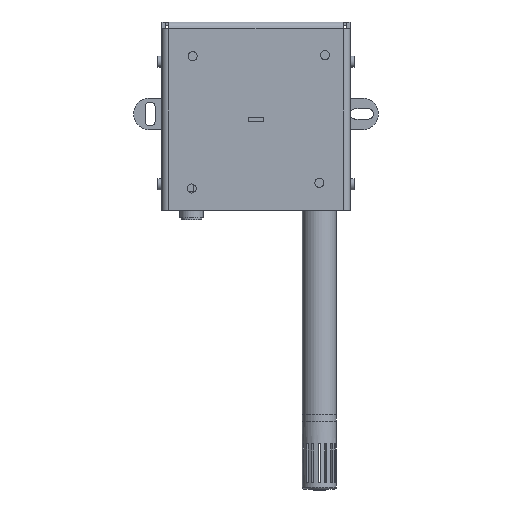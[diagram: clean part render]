
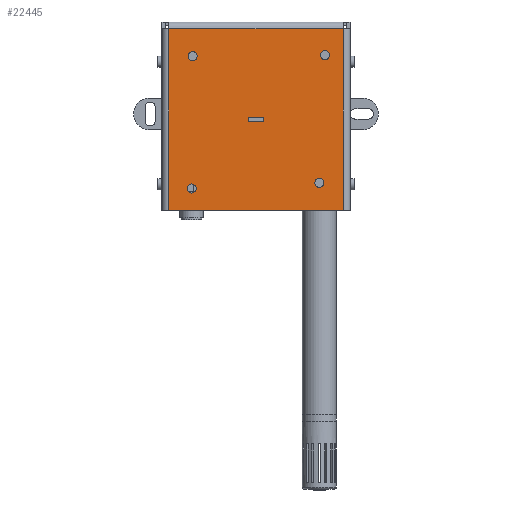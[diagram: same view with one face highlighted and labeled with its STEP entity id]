
A CAD part, top view. The second image highlights one B-rep face of the part: STEP entity #22445.
In plain terms, the highlighted face is planar.
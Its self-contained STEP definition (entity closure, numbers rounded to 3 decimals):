
#1068=FACE_BOUND('',#3753,.T.);
#1069=FACE_BOUND('',#3754,.T.);
#1070=FACE_BOUND('',#3755,.T.);
#1071=FACE_BOUND('',#3756,.T.);
#1072=FACE_BOUND('',#3757,.T.);
#1414=PLANE('',#24404);
#2403=FACE_OUTER_BOUND('',#3752,.T.);
#3752=EDGE_LOOP('',(#18062,#18063,#18064,#18065));
#3753=EDGE_LOOP('',(#18066));
#3754=EDGE_LOOP('',(#18067));
#3755=EDGE_LOOP('',(#18068));
#3756=EDGE_LOOP('',(#18069));
#3757=EDGE_LOOP('',(#18070,#18071,#18072,#18073,#18074,#18075,#18076,#18077));
#4678=CIRCLE('',#24000,0.5);
#4680=CIRCLE('',#24004,0.5);
#4682=CIRCLE('',#24008,0.5);
#4684=CIRCLE('',#24012,0.5);
#4842=CIRCLE('',#24354,2.);
#4844=CIRCLE('',#24357,2.);
#4846=CIRCLE('',#24360,2.);
#4848=CIRCLE('',#24363,2.);
#5753=LINE('',#39855,#8109);
#5759=LINE('',#39870,#8115);
#5763=LINE('',#39882,#8119);
#5766=LINE('',#39891,#8122);
#6181=LINE('',#41056,#8537);
#6194=LINE('',#41087,#8550);
#6202=LINE('',#41110,#8558);
#6207=LINE('',#41126,#8563);
#8109=VECTOR('',#26846,10.);
#8115=VECTOR('',#26860,10.);
#8119=VECTOR('',#26872,10.);
#8122=VECTOR('',#26883,10.);
#8537=VECTOR('',#28010,10.);
#8550=VECTOR('',#28049,10.);
#8558=VECTOR('',#28079,10.);
#8563=VECTOR('',#28104,10.);
#10508=VERTEX_POINT('',#39845);
#10509=VERTEX_POINT('',#39846);
#10512=VERTEX_POINT('',#39854);
#10514=VERTEX_POINT('',#39860);
#10515=VERTEX_POINT('',#39861);
#10518=VERTEX_POINT('',#39872);
#10519=VERTEX_POINT('',#39873);
#10522=VERTEX_POINT('',#39884);
#10897=VERTEX_POINT('',#41001);
#10899=VERTEX_POINT('',#41007);
#10901=VERTEX_POINT('',#41013);
#10903=VERTEX_POINT('',#41019);
#10916=VERTEX_POINT('',#41053);
#10917=VERTEX_POINT('',#41055);
#10922=VERTEX_POINT('',#41085);
#10926=VERTEX_POINT('',#41109);
#12803=EDGE_CURVE('',#10508,#10509,#4678,.T.);
#12807=EDGE_CURVE('',#10512,#10509,#5753,.T.);
#12810=EDGE_CURVE('',#10514,#10515,#4680,.T.);
#12815=EDGE_CURVE('',#10508,#10515,#5759,.T.);
#12816=EDGE_CURVE('',#10518,#10519,#4682,.T.);
#12821=EDGE_CURVE('',#10514,#10519,#5763,.T.);
#12822=EDGE_CURVE('',#10512,#10522,#4684,.T.);
#12826=EDGE_CURVE('',#10518,#10522,#5766,.T.);
#13380=EDGE_CURVE('',#10897,#10897,#4842,.T.);
#13383=EDGE_CURVE('',#10899,#10899,#4844,.T.);
#13386=EDGE_CURVE('',#10901,#10901,#4846,.T.);
#13389=EDGE_CURVE('',#10903,#10903,#4848,.T.);
#13406=EDGE_CURVE('',#10917,#10916,#6181,.T.);
#13423=EDGE_CURVE('',#10916,#10922,#6194,.T.);
#13435=EDGE_CURVE('',#10926,#10917,#6202,.T.);
#13443=EDGE_CURVE('',#10926,#10922,#6207,.T.);
#18062=ORIENTED_EDGE('',*,*,#13406,.T.);
#18063=ORIENTED_EDGE('',*,*,#13423,.T.);
#18064=ORIENTED_EDGE('',*,*,#13443,.F.);
#18065=ORIENTED_EDGE('',*,*,#13435,.T.);
#18066=ORIENTED_EDGE('',*,*,#13380,.T.);
#18067=ORIENTED_EDGE('',*,*,#13383,.T.);
#18068=ORIENTED_EDGE('',*,*,#13386,.T.);
#18069=ORIENTED_EDGE('',*,*,#13389,.T.);
#18070=ORIENTED_EDGE('',*,*,#12821,.T.);
#18071=ORIENTED_EDGE('',*,*,#12816,.F.);
#18072=ORIENTED_EDGE('',*,*,#12826,.T.);
#18073=ORIENTED_EDGE('',*,*,#12822,.F.);
#18074=ORIENTED_EDGE('',*,*,#12807,.T.);
#18075=ORIENTED_EDGE('',*,*,#12803,.F.);
#18076=ORIENTED_EDGE('',*,*,#12815,.T.);
#18077=ORIENTED_EDGE('',*,*,#12810,.F.);
#22445=ADVANCED_FACE('',(#2403,#1068,#1069,#1070,#1071,#1072),#1414,.F.);
#24000=AXIS2_PLACEMENT_3D('',#39847,#26838,#26839);
#24004=AXIS2_PLACEMENT_3D('',#39862,#26851,#26852);
#24008=AXIS2_PLACEMENT_3D('',#39874,#26863,#26864);
#24012=AXIS2_PLACEMENT_3D('',#39885,#26875,#26876);
#24354=AXIS2_PLACEMENT_3D('',#41002,#27959,#27960);
#24357=AXIS2_PLACEMENT_3D('',#41008,#27966,#27967);
#24360=AXIS2_PLACEMENT_3D('',#41014,#27973,#27974);
#24363=AXIS2_PLACEMENT_3D('',#41020,#27980,#27981);
#24404=AXIS2_PLACEMENT_3D('',#41125,#28102,#28103);
#26838=DIRECTION('center_axis',(0.,0.,-1.));
#26839=DIRECTION('ref_axis',(0.707,0.707,0.));
#26846=DIRECTION('',(0.,1.,0.));
#26851=DIRECTION('center_axis',(0.,0.,-1.));
#26852=DIRECTION('ref_axis',(-0.707,0.707,0.));
#26860=DIRECTION('',(-1.,0.,0.));
#26863=DIRECTION('center_axis',(0.,0.,-1.));
#26864=DIRECTION('ref_axis',(-0.707,-0.707,0.));
#26872=DIRECTION('',(0.,-1.,0.));
#26875=DIRECTION('center_axis',(0.,0.,-1.));
#26876=DIRECTION('ref_axis',(0.707,-0.707,0.));
#26883=DIRECTION('',(1.,0.,0.));
#27959=DIRECTION('center_axis',(0.,0.,1.));
#27960=DIRECTION('ref_axis',(1.,0.,0.));
#27966=DIRECTION('center_axis',(0.,0.,1.));
#27967=DIRECTION('ref_axis',(1.,0.,0.));
#27973=DIRECTION('center_axis',(0.,0.,1.));
#27974=DIRECTION('ref_axis',(1.,0.,0.));
#27980=DIRECTION('center_axis',(0.,0.,1.));
#27981=DIRECTION('ref_axis',(1.,0.,0.));
#28010=DIRECTION('',(1.,0.,0.));
#28049=DIRECTION('',(0.,-1.,0.));
#28079=DIRECTION('',(0.,1.,0.));
#28102=DIRECTION('center_axis',(0.,0.,1.));
#28103=DIRECTION('ref_axis',(1.,0.,0.));
#28104=DIRECTION('',(1.,0.,0.));
#39845=CARTESIAN_POINT('',(44.5,41.,0.));
#39846=CARTESIAN_POINT('',(45.,40.5,0.));
#39847=CARTESIAN_POINT('Origin',(44.5,40.5,0.));
#39854=CARTESIAN_POINT('',(45.,39.5,0.));
#39855=CARTESIAN_POINT('',(45.,40.25,0.));
#39860=CARTESIAN_POINT('',(38.,40.5,0.));
#39861=CARTESIAN_POINT('',(38.5,41.,0.));
#39862=CARTESIAN_POINT('Origin',(38.5,40.5,0.));
#39870=CARTESIAN_POINT('',(43.25,41.,0.));
#39872=CARTESIAN_POINT('',(38.5,39.,0.));
#39873=CARTESIAN_POINT('',(38.,39.5,0.));
#39874=CARTESIAN_POINT('Origin',(38.5,39.5,0.));
#39882=CARTESIAN_POINT('',(38.,41.25,0.));
#39884=CARTESIAN_POINT('',(44.5,39.,0.));
#39885=CARTESIAN_POINT('Origin',(44.5,39.5,0.));
#39891=CARTESIAN_POINT('',(39.75,39.,0.));
#41001=CARTESIAN_POINT('',(67.9,9.6,0.));
#41002=CARTESIAN_POINT('Origin',(69.9,9.6,0.));
#41007=CARTESIAN_POINT('',(11.57,12.07,0.));
#41008=CARTESIAN_POINT('Origin',(13.57,12.07,0.));
#41013=CARTESIAN_POINT('',(67.431,67.931,0.));
#41014=CARTESIAN_POINT('Origin',(69.431,67.931,0.));
#41019=CARTESIAN_POINT('',(9.1,68.4,0.));
#41020=CARTESIAN_POINT('Origin',(11.1,68.4,0.));
#41053=CARTESIAN_POINT('',(80.,80.,0.));
#41055=CARTESIAN_POINT('',(3.,80.,0.));
#41056=CARTESIAN_POINT('',(60.75,80.,0.));
#41085=CARTESIAN_POINT('',(80.,0.,0.));
#41087=CARTESIAN_POINT('',(80.,20.75,0.));
#41109=CARTESIAN_POINT('',(3.,0.,0.));
#41110=CARTESIAN_POINT('',(3.,60.75,0.));
#41125=CARTESIAN_POINT('Origin',(41.5,41.5,0.));
#41126=CARTESIAN_POINT('',(0.,0.,0.));
